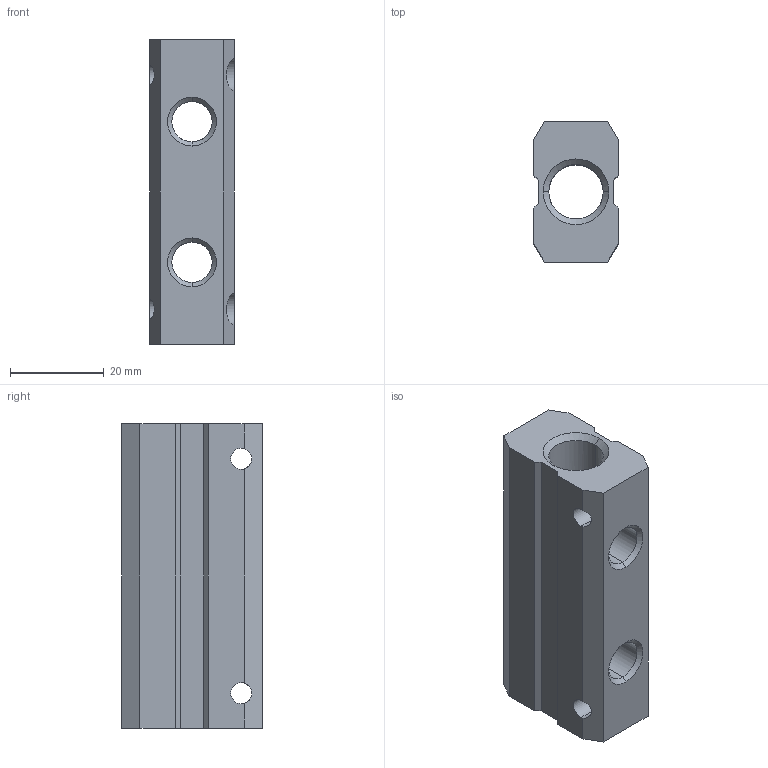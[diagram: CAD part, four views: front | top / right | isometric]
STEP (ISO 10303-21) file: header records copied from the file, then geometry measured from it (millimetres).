
FILE_DESCRIPTION (( 'STEP AP214' ), '1' );
FILE_NAME ('DRF.2F02.2F01.STEP', '2018-09-03T09:00:34', ( '' ), ( '' ), 'SwSTEP 2.0', 'SolidWorks 2018', '' );
FILE_SCHEMA (( 'AUTOMOTIVE_DESIGN' ));
Length unit declared in the file: millimetre
Products named in the file (1): DRF.2F02.2F01
Bounding box: 18 x 30 x 65 mm (x, y, z)
Volume: 23241.1 mm3; surface area: 10078.3 mm2
Topology: 1 solids, 1 shells, 54 faces, 146 edges, 92 vertices
Faces by surface type: cylinder 22, plane 20, cone 12
Entity records: 2230 total; most frequent: CARTESIAN_POINT 811, ORIENTED_EDGE 292, DIRECTION 284, EDGE_CURVE 146, AXIS2_PLACEMENT_3D 99, VERTEX_POINT 92, VECTOR 86, LINE 86
